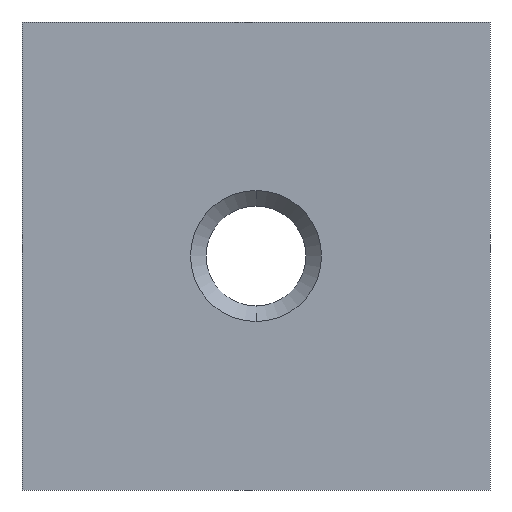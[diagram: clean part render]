
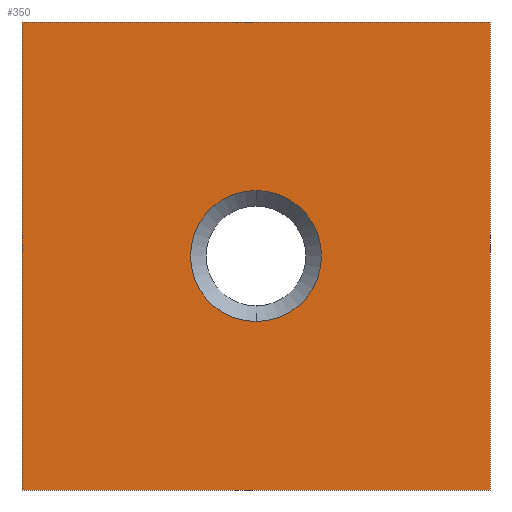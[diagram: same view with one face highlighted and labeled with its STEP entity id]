
A CAD part, front view. The second image highlights one B-rep face of the part: STEP entity #350.
In plain terms, the highlighted planar face has unit normal (0, -1, 0).
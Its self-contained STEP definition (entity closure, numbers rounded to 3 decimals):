
#13 = CARTESIAN_POINT ( 'NONE',  ( -7.5, -1.5, -7.5 ) ) ;
#15 = DIRECTION ( 'NONE',  ( 0., 0., 1. ) ) ;
#16 = VERTEX_POINT ( 'NONE', #252 ) ;
#27 = AXIS2_PLACEMENT_3D ( 'NONE', #184, #218, #83 ) ;
#59 = LINE ( 'NONE', #256, #130 ) ;
#62 = VERTEX_POINT ( 'NONE', #143 ) ;
#64 = VECTOR ( 'NONE', #181, 1000. ) ;
#71 = LINE ( 'NONE', #13, #64 ) ;
#74 = VERTEX_POINT ( 'NONE', #331 ) ;
#83 = DIRECTION ( 'NONE',  ( 0., 0., 1. ) ) ;
#87 = DIRECTION ( 'NONE',  ( 0., 0., -1. ) ) ;
#88 = DIRECTION ( 'NONE',  ( 0., 1., 0. ) ) ;
#102 = EDGE_CURVE ( 'NONE', #249, #266, #59, .T. ) ;
#113 = DIRECTION ( 'NONE',  ( 0., 0., 1. ) ) ;
#130 = VECTOR ( 'NONE', #390, 1000. ) ;
#134 = ORIENTED_EDGE ( 'NONE', *, *, #247, .T. ) ;
#135 = ORIENTED_EDGE ( 'NONE', *, *, #340, .F. ) ;
#143 = CARTESIAN_POINT ( 'NONE',  ( 0., -1.5, -2.1 ) ) ;
#148 = PLANE ( 'NONE',  #27 ) ;
#162 = EDGE_LOOP ( 'NONE', ( #135, #430, #275, #306 ) ) ;
#181 = DIRECTION ( 'NONE',  ( 0., 0., 1. ) ) ;
#183 = CARTESIAN_POINT ( 'NONE',  ( -7.5, -1.5, -7.5 ) ) ;
#184 = CARTESIAN_POINT ( 'NONE',  ( 0., -1.5, 0. ) ) ;
#212 = CARTESIAN_POINT ( 'NONE',  ( -7.5, -1.5, 7.5 ) ) ;
#218 = DIRECTION ( 'NONE',  ( 0., 1., 0. ) ) ;
#223 = DIRECTION ( 'NONE',  ( 0., 1., 0. ) ) ;
#232 = AXIS2_PLACEMENT_3D ( 'NONE', #425, #223, #15 ) ;
#233 = LINE ( 'NONE', #246, #353 ) ;
#246 = CARTESIAN_POINT ( 'NONE',  ( 7.5, -1.5, -7.5 ) ) ;
#247 = EDGE_CURVE ( 'NONE', #62, #16, #395, .T. ) ;
#249 = VERTEX_POINT ( 'NONE', #346 ) ;
#250 = DIRECTION ( 'NONE',  ( 1., 0., 0. ) ) ;
#252 = CARTESIAN_POINT ( 'NONE',  ( 0., -1.5, 2.1 ) ) ;
#256 = CARTESIAN_POINT ( 'NONE',  ( -7.5, -1.5, -7.5 ) ) ;
#266 = VERTEX_POINT ( 'NONE', #183 ) ;
#267 = EDGE_CURVE ( 'NONE', #370, #249, #233, .T. ) ;
#271 = ORIENTED_EDGE ( 'NONE', *, *, #360, .T. ) ;
#275 = ORIENTED_EDGE ( 'NONE', *, *, #267, .F. ) ;
#297 = CARTESIAN_POINT ( 'NONE',  ( 7.5, -1.5, 7.5 ) ) ;
#301 = LINE ( 'NONE', #212, #317 ) ;
#306 = ORIENTED_EDGE ( 'NONE', *, *, #348, .F. ) ;
#317 = VECTOR ( 'NONE', #250, 1000. ) ;
#331 = CARTESIAN_POINT ( 'NONE',  ( -7.5, -1.5, 7.5 ) ) ;
#340 = EDGE_CURVE ( 'NONE', #266, #74, #71, .T. ) ;
#346 = CARTESIAN_POINT ( 'NONE',  ( 7.5, -1.5, -7.5 ) ) ;
#348 = EDGE_CURVE ( 'NONE', #74, #370, #301, .T. ) ;
#350 = ADVANCED_FACE ( 'NONE', ( #428, #411 ), #148, .F. ) ;
#353 = VECTOR ( 'NONE', #87, 1000. ) ;
#360 = EDGE_CURVE ( 'NONE', #16, #62, #409, .T. ) ;
#370 = VERTEX_POINT ( 'NONE', #297 ) ;
#380 = AXIS2_PLACEMENT_3D ( 'NONE', #418, #88, #113 ) ;
#390 = DIRECTION ( 'NONE',  ( -1., 0., 0. ) ) ;
#395 = CIRCLE ( 'NONE', #380, 2.1 ) ;
#409 = CIRCLE ( 'NONE', #232, 2.1 ) ;
#411 = FACE_OUTER_BOUND ( 'NONE', #162, .T. ) ;
#418 = CARTESIAN_POINT ( 'NONE',  ( 0., -1.5, 0. ) ) ;
#425 = CARTESIAN_POINT ( 'NONE',  ( 0., -1.5, 0. ) ) ;
#428 = FACE_BOUND ( 'NONE', #432, .T. ) ;
#430 = ORIENTED_EDGE ( 'NONE', *, *, #102, .F. ) ;
#432 = EDGE_LOOP ( 'NONE', ( #134, #271 ) ) ;
